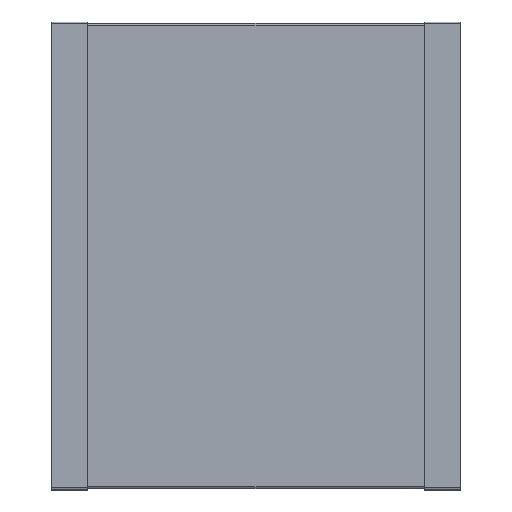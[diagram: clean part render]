
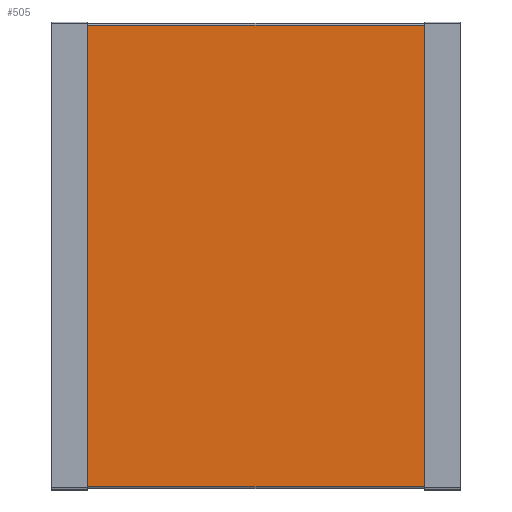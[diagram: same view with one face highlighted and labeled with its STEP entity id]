
A CAD part, top view. The second image highlights one B-rep face of the part: STEP entity #505.
In plain terms, the highlighted planar face has unit normal (0, 0, 1).
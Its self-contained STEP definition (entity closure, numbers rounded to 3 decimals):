
#323 = VERTEX_POINT('',#324);
#324 = CARTESIAN_POINT('',(-2.3,-3.155,1.58));
#331 = EDGE_CURVE('',#323,#332,#334,.T.);
#332 = VERTEX_POINT('',#333);
#333 = CARTESIAN_POINT('',(-2.3,3.155,1.58));
#334 = LINE('',#335,#336);
#335 = CARTESIAN_POINT('',(-2.3,-3.18,1.58));
#336 = VECTOR('',#337,1.);
#337 = DIRECTION('',(0.,1.,0.));
#485 = EDGE_CURVE('',#332,#486,#488,.T.);
#486 = VERTEX_POINT('',#487);
#487 = CARTESIAN_POINT('',(2.3,3.155,1.58));
#488 = LINE('',#489,#490);
#489 = CARTESIAN_POINT('',(-2.3,3.155,1.58));
#490 = VECTOR('',#491,1.);
#491 = DIRECTION('',(1.,0.,0.));
#505 = ADVANCED_FACE('',(#506),#524,.T.);
#506 = FACE_BOUND('',#507,.T.);
#507 = EDGE_LOOP('',(#508,#509,#517,#523));
#508 = ORIENTED_EDGE('',*,*,#331,.F.);
#509 = ORIENTED_EDGE('',*,*,#510,.T.);
#510 = EDGE_CURVE('',#323,#511,#513,.T.);
#511 = VERTEX_POINT('',#512);
#512 = CARTESIAN_POINT('',(2.3,-3.155,1.58));
#513 = LINE('',#514,#515);
#514 = CARTESIAN_POINT('',(-2.3,-3.155,1.58));
#515 = VECTOR('',#516,1.);
#516 = DIRECTION('',(1.,0.,0.));
#517 = ORIENTED_EDGE('',*,*,#518,.T.);
#518 = EDGE_CURVE('',#511,#486,#519,.T.);
#519 = LINE('',#520,#521);
#520 = CARTESIAN_POINT('',(2.3,-3.18,1.58));
#521 = VECTOR('',#522,1.);
#522 = DIRECTION('',(0.,1.,0.));
#523 = ORIENTED_EDGE('',*,*,#485,.F.);
#524 = PLANE('',#525);
#525 = AXIS2_PLACEMENT_3D('',#526,#527,#528);
#526 = CARTESIAN_POINT('',(-2.3,-3.18,1.58));
#527 = DIRECTION('',(0.,0.,1.));
#528 = DIRECTION('',(1.,0.,0.));
